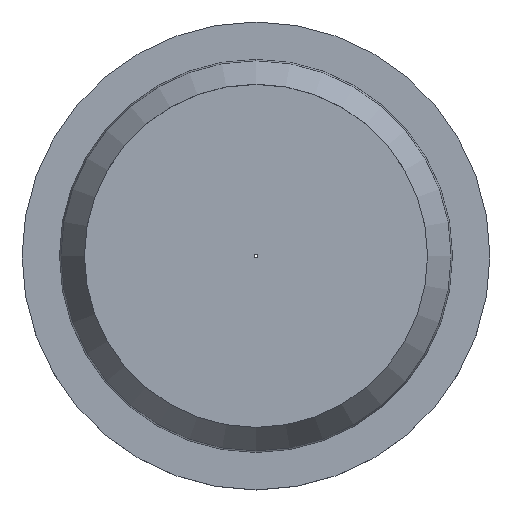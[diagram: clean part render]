
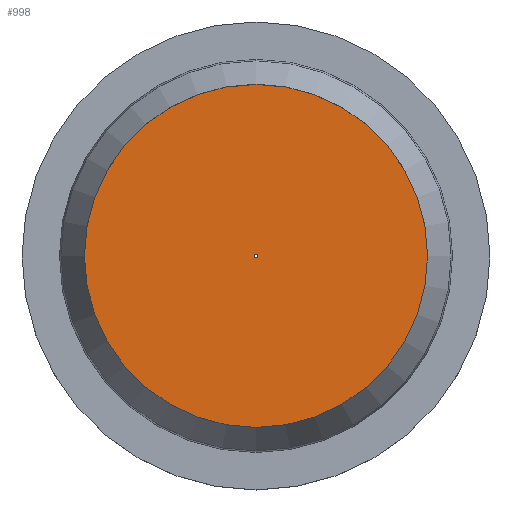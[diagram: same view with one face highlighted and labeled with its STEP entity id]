
A CAD part, top view. The second image highlights one B-rep face of the part: STEP entity #998.
In plain terms, the highlighted planar face has unit normal (0, 0, 1).
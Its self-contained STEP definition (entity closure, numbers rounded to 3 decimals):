
#43 = CYLINDRICAL_SURFACE('',#44,11.);
#44 = AXIS2_PLACEMENT_3D('',#45,#46,#47);
#45 = CARTESIAN_POINT('',(0.,0.,
    0.));
#46 = DIRECTION('',(0.,0.,1.));
#47 = DIRECTION('',(1.,0.,0.));
#932 = CYLINDRICAL_SURFACE('',#933,0.1);
#933 = AXIS2_PLACEMENT_3D('',#934,#935,#936);
#934 = CARTESIAN_POINT('',(0.,0.,
    0.));
#935 = DIRECTION('',(0.,0.,-1.));
#936 = DIRECTION('',(1.,0.,0.));
#947 = EDGE_CURVE('',#948,#948,#950,.T.);
#948 = VERTEX_POINT('',#949);
#949 = CARTESIAN_POINT('',(0.1,0.,0.));
#950 = SURFACE_CURVE('',#951,(#956,#963),.PCURVE_S1.);
#951 = CIRCLE('',#952,0.1);
#952 = AXIS2_PLACEMENT_3D('',#953,#954,#955);
#953 = CARTESIAN_POINT('',(0.,0.,
    0.));
#954 = DIRECTION('',(0.,0.,-1.));
#955 = DIRECTION('',(1.,0.,0.));
#956 = PCURVE('',#932,#957);
#957 = DEFINITIONAL_REPRESENTATION('',(#958),#962);
#958 = LINE('',#959,#960);
#959 = CARTESIAN_POINT('',(0.,0.));
#960 = VECTOR('',#961,1.);
#961 = DIRECTION('',(1.,0.));
#962 = ( GEOMETRIC_REPRESENTATION_CONTEXT(2) 
PARAMETRIC_REPRESENTATION_CONTEXT() REPRESENTATION_CONTEXT('2D SPACE',''
  ) );
#963 = PCURVE('',#964,#969);
#964 = PLANE('',#965);
#965 = AXIS2_PLACEMENT_3D('',#966,#967,#968);
#966 = CARTESIAN_POINT('',(0.,0.,
    0.));
#967 = DIRECTION('',(0.,0.,-1.));
#968 = DIRECTION('',(1.,0.,0.));
#969 = DEFINITIONAL_REPRESENTATION('',(#970),#974);
#970 = CIRCLE('',#971,0.1);
#971 = AXIS2_PLACEMENT_2D('',#972,#973);
#972 = CARTESIAN_POINT('',(0.,0.));
#973 = DIRECTION('',(1.,0.));
#974 = ( GEOMETRIC_REPRESENTATION_CONTEXT(2) 
PARAMETRIC_REPRESENTATION_CONTEXT() REPRESENTATION_CONTEXT('2D SPACE',''
  ) );
#998 = ADVANCED_FACE('',(#999,#1025),#964,.F.);
#999 = FACE_BOUND('',#1000,.F.);
#1000 = EDGE_LOOP('',(#1001));
#1001 = ORIENTED_EDGE('',*,*,#1002,.T.);
#1002 = EDGE_CURVE('',#1003,#1003,#1005,.T.);
#1003 = VERTEX_POINT('',#1004);
#1004 = CARTESIAN_POINT('',(11.,0.,0.));
#1005 = SURFACE_CURVE('',#1006,(#1011,#1018),.PCURVE_S1.);
#1006 = CIRCLE('',#1007,11.);
#1007 = AXIS2_PLACEMENT_3D('',#1008,#1009,#1010);
#1008 = CARTESIAN_POINT('',(0.,0.,
    0.));
#1009 = DIRECTION('',(0.,0.,-1.));
#1010 = DIRECTION('',(1.,0.,0.));
#1011 = PCURVE('',#964,#1012);
#1012 = DEFINITIONAL_REPRESENTATION('',(#1013),#1017);
#1013 = CIRCLE('',#1014,11.);
#1014 = AXIS2_PLACEMENT_2D('',#1015,#1016);
#1015 = CARTESIAN_POINT('',(0.,0.));
#1016 = DIRECTION('',(1.,0.));
#1017 = ( GEOMETRIC_REPRESENTATION_CONTEXT(2) 
PARAMETRIC_REPRESENTATION_CONTEXT() REPRESENTATION_CONTEXT('2D SPACE',''
  ) );
#1018 = PCURVE('',#43,#1019);
#1019 = DEFINITIONAL_REPRESENTATION('',(#1020),#1024);
#1020 = LINE('',#1021,#1022);
#1021 = CARTESIAN_POINT('',(-0.,0.));
#1022 = VECTOR('',#1023,1.);
#1023 = DIRECTION('',(-1.,0.));
#1024 = ( GEOMETRIC_REPRESENTATION_CONTEXT(2) 
PARAMETRIC_REPRESENTATION_CONTEXT() REPRESENTATION_CONTEXT('2D SPACE',''
  ) );
#1025 = FACE_BOUND('',#1026,.F.);
#1026 = EDGE_LOOP('',(#1027));
#1027 = ORIENTED_EDGE('',*,*,#947,.F.);
